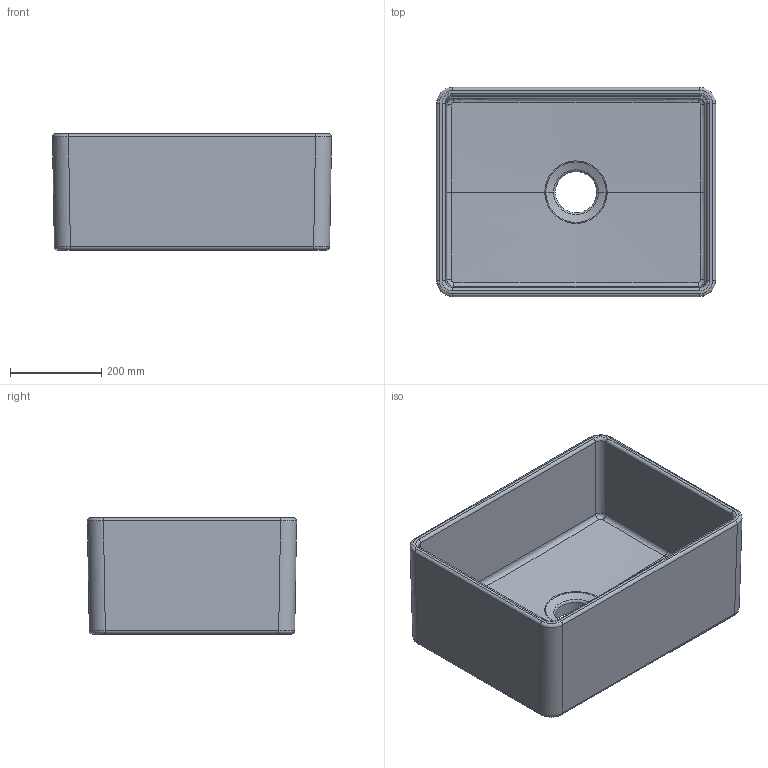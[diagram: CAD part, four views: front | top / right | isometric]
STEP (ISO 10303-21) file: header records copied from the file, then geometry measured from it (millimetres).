
FILE_DESCRIPTION(/* description */ (''),/* implementation_level */ '2;1');
FILE_NAME(/* name */ '1137 Bocchi duz panel evye.stp',/* time_stamp */ '2014-05-29T15:39:36+03:00',/* author */ (''),/* organization */ (''),/* preprocessor_version */ 'ST-DEVELOPER v15',/* originating_system */ 'SIEMENS PLM Software NX 8.5',/* authorisation */ '');
FILE_SCHEMA (('AP203_CONFIGURATION_CONTROLLED_3D_DESIGN_OF_MECHANICAL_PARTS_AND_ASSEMBLIES_MIM_LF { 1 0 10303 403 2 1 2}'));
Length unit declared in the file: millimetre
Products named in the file (1): Cosk13284F10bjuy
Bounding box: 612.85 x 459.4 x 255.35 mm (x, y, z)
Volume: 14341733.4 mm3; surface area: 1492956.8 mm2
Topology: 1 solids, 1 shells, 361 faces, 928 edges, 570 vertices
Faces by surface type: bspline 282, cylinder 52, plane 23, torus 4
Entity records: 22640 total; most frequent: CARTESIAN_POINT 15871, ORIENTED_EDGE 1852, EDGE_CURVE 926, DIRECTION 767, B_SPLINE_CURVE_WITH_KNOTS 572, VERTEX_POINT 570, EDGE_LOOP 366, ADVANCED_FACE 361
